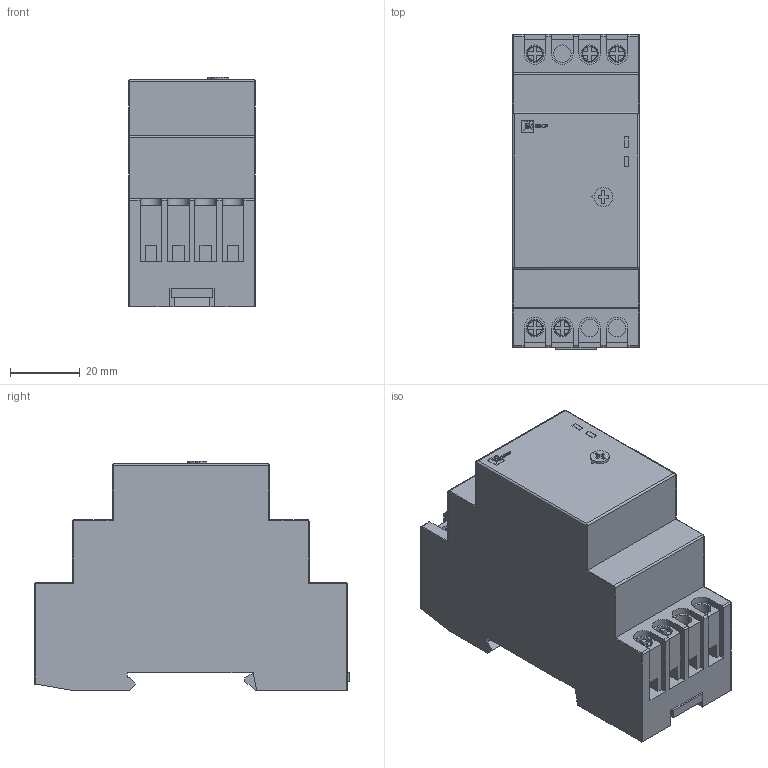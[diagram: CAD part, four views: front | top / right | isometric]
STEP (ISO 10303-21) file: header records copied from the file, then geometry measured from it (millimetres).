
FILE_DESCRIPTION (( 'STEP AP203' ), '1' );
FILE_NAME ('Ôîòîðåëå ñ âûíîñíûì äàò÷èêîì DIN-1 (ÔÐ) 2-100Ëê (3000Âò) (fr-din-1-25).STEP', '2018-10-30T10:37:04', ( '' ), ( '' ), 'SwSTEP 2.0', 'SolidWorks 2017', '' );
FILE_SCHEMA (( 'CONFIG_CONTROL_DESIGN' ));
Length unit declared in the file: millimetre
Products named in the file (1): Ôîòîðåëå ñ âûíîñíûì äàò÷èêîì DIN-1 (ÔÐ) 2-100Ëê (3000Âò) (fr-din-1-25)
Bounding box: 36.3 x 90.2 x 65.8 mm (x, y, z)
Volume: 160520 mm3; surface area: 22678.1 mm2
Topology: 1 solids, 1 shells, 414 faces, 1123 edges, 734 vertices
Faces by surface type: plane 277, cylinder 87, torus 28, bspline 22
Entity records: 13704 total; most frequent: CARTESIAN_POINT 3280, ORIENTED_EDGE 2238, DIRECTION 2027, EDGE_CURVE 1119, VECTOR 809, LINE 809, VERTEX_POINT 734, AXIS2_PLACEMENT_3D 609
